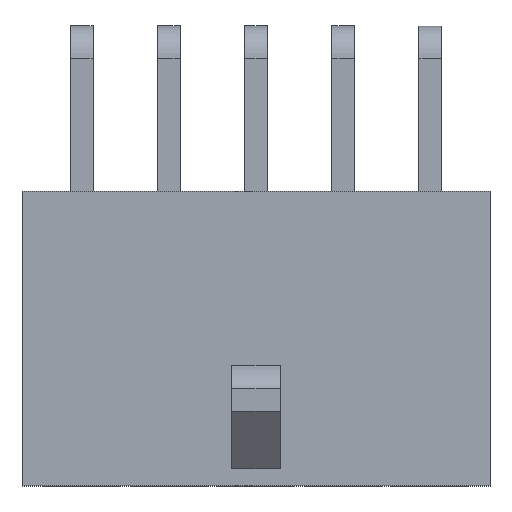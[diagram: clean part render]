
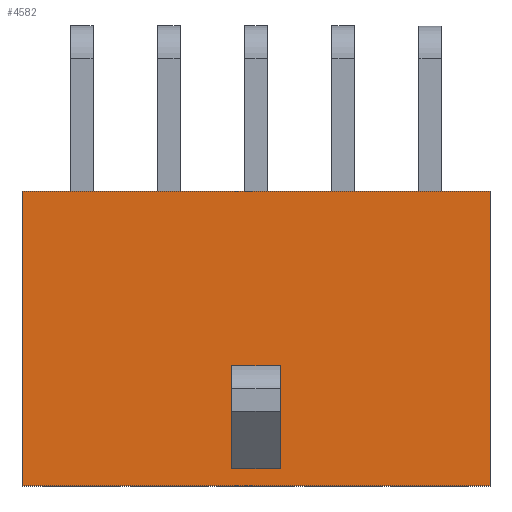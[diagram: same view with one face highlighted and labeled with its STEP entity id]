
A CAD part, top view. The second image highlights one B-rep face of the part: STEP entity #4582.
In plain terms, the highlighted face is planar.
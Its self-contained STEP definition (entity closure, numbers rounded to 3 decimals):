
#527=ORIENTED_EDGE('',*,*,#1511,.T.);
#528=ORIENTED_EDGE('',*,*,#1756,.F.);
#529=ORIENTED_EDGE('',*,*,#1548,.F.);
#530=ORIENTED_EDGE('',*,*,#1757,.T.);
#531=ORIENTED_EDGE('',*,*,#1723,.F.);
#532=ORIENTED_EDGE('',*,*,#1721,.F.);
#533=ORIENTED_EDGE('',*,*,#1719,.T.);
#534=ORIENTED_EDGE('',*,*,#1716,.T.);
#1511=EDGE_CURVE('',#2165,#2163,#2581,.T.);
#1548=EDGE_CURVE('',#2201,#2202,#2618,.T.);
#1716=EDGE_CURVE('',#2346,#2347,#2750,.T.);
#1719=EDGE_CURVE('',#2348,#2346,#2752,.T.);
#1721=EDGE_CURVE('',#2348,#2349,#2753,.T.);
#1723=EDGE_CURVE('',#2349,#2347,#2755,.T.);
#1756=EDGE_CURVE('',#2202,#2163,#2768,.T.);
#1757=EDGE_CURVE('',#2201,#2165,#2769,.T.);
#2163=VERTEX_POINT('',#6473);
#2165=VERTEX_POINT('',#6476);
#2201=VERTEX_POINT('',#6550);
#2202=VERTEX_POINT('',#6552);
#2346=VERTEX_POINT('',#6917);
#2347=VERTEX_POINT('',#6918);
#2348=VERTEX_POINT('',#6923);
#2349=VERTEX_POINT('',#6927);
#2581=LINE('',#6475,#3168);
#2618=LINE('',#6551,#3205);
#2750=LINE('',#6916,#3337);
#2752=LINE('',#6922,#3339);
#2753=LINE('',#6926,#3340);
#2755=LINE('',#6930,#3342);
#2768=LINE('',#7022,#3355);
#2769=LINE('',#7023,#3356);
#3168=VECTOR('',#5204,1000.);
#3205=VECTOR('',#5245,1000.);
#3337=VECTOR('',#5491,1000.);
#3339=VECTOR('',#5497,1000.);
#3340=VECTOR('',#5502,1000.);
#3342=VECTOR('',#5506,1000.);
#3355=VECTOR('',#5557,1000.);
#3356=VECTOR('',#5558,1000.);
#3787=EDGE_LOOP('',(#527,#528,#529,#530));
#3788=EDGE_LOOP('',(#531,#532,#533,#534));
#4085=FACE_BOUND('',#3787,.T.);
#4086=FACE_BOUND('',#3788,.T.);
#4334=PLANE('',#4921);
#4582=ADVANCED_FACE('',(#4085,#4086),#4334,.F.);
#4921=AXIS2_PLACEMENT_3D('',#7021,#5555,#5556);
#5204=DIRECTION('',(-1.,0.,0.));
#5245=DIRECTION('',(-1.,0.,0.));
#5491=DIRECTION('',(0.,0.,1.));
#5497=DIRECTION('',(1.,0.,0.));
#5502=DIRECTION('',(0.,0.,1.));
#5506=DIRECTION('',(1.,0.,0.));
#5555=DIRECTION('',(0.,-1.,0.));
#5556=DIRECTION('',(1.,0.,0.));
#5557=DIRECTION('',(0.,0.,-1.));
#5558=DIRECTION('',(0.,0.,-1.));
#6473=CARTESIAN_POINT('',(-6.72,2.99,0.));
#6475=CARTESIAN_POINT('',(6.72,2.99,0.));
#6476=CARTESIAN_POINT('',(6.72,2.99,0.));
#6550=CARTESIAN_POINT('',(6.72,2.99,8.46));
#6551=CARTESIAN_POINT('',(6.72,2.99,8.46));
#6552=CARTESIAN_POINT('',(-6.72,2.99,8.46));
#6916=CARTESIAN_POINT('',(0.7,2.99,5.02));
#6917=CARTESIAN_POINT('',(0.7,2.99,5.02));
#6918=CARTESIAN_POINT('',(0.7,2.99,7.97));
#6922=CARTESIAN_POINT('',(-0.7,2.99,5.02));
#6923=CARTESIAN_POINT('',(-0.7,2.99,5.02));
#6926=CARTESIAN_POINT('',(-0.7,2.99,5.02));
#6927=CARTESIAN_POINT('',(-0.7,2.99,7.97));
#6930=CARTESIAN_POINT('',(-0.7,2.99,7.97));
#7021=CARTESIAN_POINT('',(6.72,2.99,8.46));
#7022=CARTESIAN_POINT('',(-6.72,2.99,8.46));
#7023=CARTESIAN_POINT('',(6.72,2.99,8.46));
